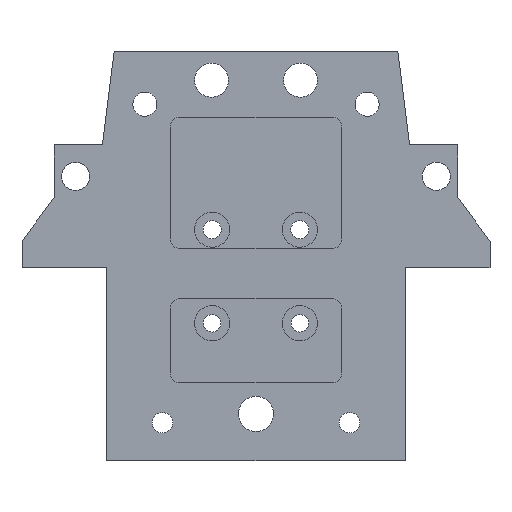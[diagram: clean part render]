
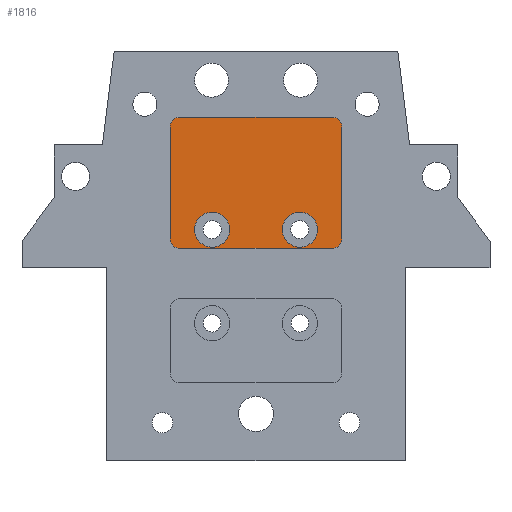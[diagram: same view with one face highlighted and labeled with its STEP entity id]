
A CAD part, front view. The second image highlights one B-rep face of the part: STEP entity #1816.
In plain terms, the highlighted planar face has unit normal (0, -1, 0).
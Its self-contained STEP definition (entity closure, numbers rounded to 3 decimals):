
#31=FACE_BOUND('',#248,.T.);
#32=FACE_BOUND('',#249,.T.);
#70=PLANE('',#1950);
#140=FACE_OUTER_BOUND('',#247,.T.);
#247=EDGE_LOOP('',(#1290,#1291,#1292,#1293,#1294,#1295,#1296,#1297));
#248=EDGE_LOOP('',(#1298));
#249=EDGE_LOOP('',(#1299));
#386=LINE('',#2722,#571);
#387=LINE('',#2726,#572);
#388=LINE('',#2730,#573);
#389=LINE('',#2733,#574);
#571=VECTOR('',#2178,10.);
#572=VECTOR('',#2181,10.);
#573=VECTOR('',#2184,10.);
#574=VECTOR('',#2187,10.);
#759=CIRCLE('',#1951,1.7);
#760=CIRCLE('',#1952,1.7);
#761=CIRCLE('',#1953,1.7);
#762=CIRCLE('',#1954,1.7);
#763=CIRCLE('',#1955,3.);
#764=CIRCLE('',#1956,3.);
#836=VERTEX_POINT('',#2718);
#837=VERTEX_POINT('',#2719);
#838=VERTEX_POINT('',#2721);
#839=VERTEX_POINT('',#2723);
#840=VERTEX_POINT('',#2725);
#841=VERTEX_POINT('',#2727);
#842=VERTEX_POINT('',#2729);
#843=VERTEX_POINT('',#2731);
#844=VERTEX_POINT('',#2734);
#845=VERTEX_POINT('',#2736);
#1014=EDGE_CURVE('',#836,#837,#759,.T.);
#1015=EDGE_CURVE('',#837,#838,#386,.T.);
#1016=EDGE_CURVE('',#838,#839,#760,.T.);
#1017=EDGE_CURVE('',#839,#840,#387,.T.);
#1018=EDGE_CURVE('',#840,#841,#761,.T.);
#1019=EDGE_CURVE('',#841,#842,#388,.T.);
#1020=EDGE_CURVE('',#842,#843,#762,.T.);
#1021=EDGE_CURVE('',#843,#836,#389,.T.);
#1022=EDGE_CURVE('',#844,#844,#763,.T.);
#1023=EDGE_CURVE('',#845,#845,#764,.T.);
#1290=ORIENTED_EDGE('',*,*,#1014,.T.);
#1291=ORIENTED_EDGE('',*,*,#1015,.T.);
#1292=ORIENTED_EDGE('',*,*,#1016,.T.);
#1293=ORIENTED_EDGE('',*,*,#1017,.T.);
#1294=ORIENTED_EDGE('',*,*,#1018,.T.);
#1295=ORIENTED_EDGE('',*,*,#1019,.T.);
#1296=ORIENTED_EDGE('',*,*,#1020,.T.);
#1297=ORIENTED_EDGE('',*,*,#1021,.T.);
#1298=ORIENTED_EDGE('',*,*,#1022,.T.);
#1299=ORIENTED_EDGE('',*,*,#1023,.T.);
#1816=ADVANCED_FACE('',(#140,#31,#32),#70,.T.);
#1950=AXIS2_PLACEMENT_3D('',#2717,#2174,#2175);
#1951=AXIS2_PLACEMENT_3D('',#2720,#2176,#2177);
#1952=AXIS2_PLACEMENT_3D('',#2724,#2179,#2180);
#1953=AXIS2_PLACEMENT_3D('',#2728,#2182,#2183);
#1954=AXIS2_PLACEMENT_3D('',#2732,#2185,#2186);
#1955=AXIS2_PLACEMENT_3D('',#2735,#2188,#2189);
#1956=AXIS2_PLACEMENT_3D('',#2737,#2190,#2191);
#2174=DIRECTION('center_axis',(0.,-1.,0.));
#2175=DIRECTION('ref_axis',(1.,0.,0.));
#2176=DIRECTION('center_axis',(0.,-1.,0.));
#2177=DIRECTION('ref_axis',(0.,0.,-1.));
#2178=DIRECTION('',(0.,0.,1.));
#2179=DIRECTION('center_axis',(0.,-1.,0.));
#2180=DIRECTION('ref_axis',(1.,0.,0.));
#2181=DIRECTION('',(-1.,0.,0.));
#2182=DIRECTION('center_axis',(0.,-1.,0.));
#2183=DIRECTION('ref_axis',(0.,0.,
1.));
#2184=DIRECTION('',(0.,0.,-1.));
#2185=DIRECTION('center_axis',(0.,-1.,0.));
#2186=DIRECTION('ref_axis',(-1.,0.,0.));
#2187=DIRECTION('',(1.,0.,0.));
#2188=DIRECTION('center_axis',(0.,1.,0.));
#2189=DIRECTION('ref_axis',(1.,0.,0.));
#2190=DIRECTION('center_axis',(0.,1.,0.));
#2191=DIRECTION('ref_axis',(1.,0.,0.));
#2717=CARTESIAN_POINT('Origin',(34.5,-41.5,52.));
#2718=CARTESIAN_POINT('',(47.5,-41.5,40.8));
#2719=CARTESIAN_POINT('',(49.2,-41.5,42.5));
#2720=CARTESIAN_POINT('Origin',(47.5,-41.5,42.5));
#2721=CARTESIAN_POINT('',(49.2,-41.5,61.5));
#2722=CARTESIAN_POINT('',(49.2,-41.5,61.5));
#2723=CARTESIAN_POINT('',(47.5,-41.5,63.2));
#2724=CARTESIAN_POINT('Origin',(47.5,-41.5,61.5));
#2725=CARTESIAN_POINT('',(21.5,-41.5,63.2));
#2726=CARTESIAN_POINT('',(21.5,-41.5,63.2));
#2727=CARTESIAN_POINT('',(19.8,-41.5,61.5));
#2728=CARTESIAN_POINT('Origin',(21.5,-41.5,61.5));
#2729=CARTESIAN_POINT('',(19.8,-41.5,42.5));
#2730=CARTESIAN_POINT('',(19.8,-41.5,42.5));
#2731=CARTESIAN_POINT('',(21.5,-41.5,40.8));
#2732=CARTESIAN_POINT('Origin',(21.5,-41.5,42.5));
#2733=CARTESIAN_POINT('',(47.5,-41.5,40.8));
#2734=CARTESIAN_POINT('',(39.,-41.5,43.999));
#2735=CARTESIAN_POINT('Origin',(42.,-41.5,43.999));
#2736=CARTESIAN_POINT('',(24.,-41.5,43.999));
#2737=CARTESIAN_POINT('Origin',(27.,-41.5,43.999));
